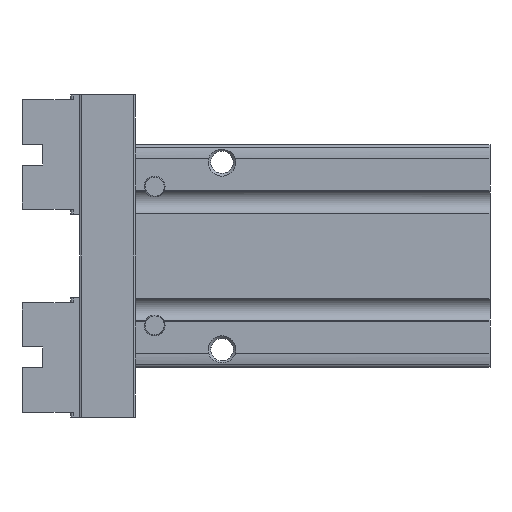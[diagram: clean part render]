
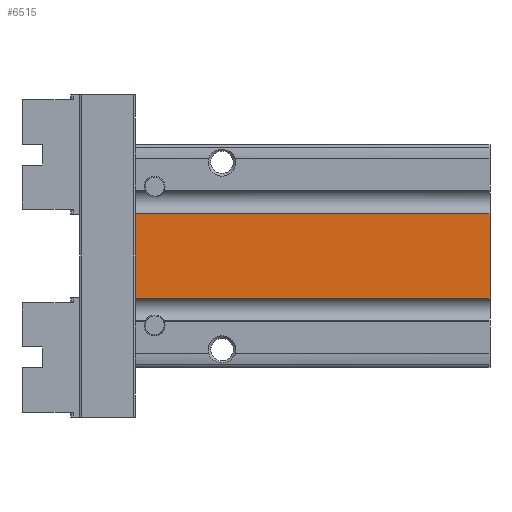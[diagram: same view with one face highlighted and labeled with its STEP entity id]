
A CAD part, left-side view. The second image highlights one B-rep face of the part: STEP entity #6515.
In plain terms, the highlighted face is planar.
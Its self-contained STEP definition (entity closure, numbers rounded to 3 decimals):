
#426=LINE('',#10303,#1000);
#432=LINE('',#10325,#1006);
#434=LINE('',#10331,#1008);
#435=LINE('',#10332,#1009);
#1000=VECTOR('',#8045,1000.);
#1006=VECTOR('',#8065,1000.);
#1008=VECTOR('',#8071,1000.);
#1009=VECTOR('',#8072,1000.);
#1799=ORIENTED_EDGE('',*,*,#3618,.T.);
#1800=ORIENTED_EDGE('',*,*,#3604,.T.);
#1801=ORIENTED_EDGE('',*,*,#3619,.F.);
#1802=ORIENTED_EDGE('',*,*,#3615,.F.);
#3604=EDGE_CURVE('',#4502,#4501,#426,.T.);
#3615=EDGE_CURVE('',#4510,#4511,#432,.T.);
#3618=EDGE_CURVE('',#4510,#4502,#434,.T.);
#3619=EDGE_CURVE('',#4511,#4501,#435,.T.);
#4501=VERTEX_POINT('',#10302);
#4502=VERTEX_POINT('',#10304);
#4510=VERTEX_POINT('',#10324);
#4511=VERTEX_POINT('',#10326);
#5328=EDGE_LOOP('',(#1799,#1800,#1801,#1802));
#5820=FACE_BOUND('',#5328,.T.);
#6265=PLANE('',#7046);
#6515=ADVANCED_FACE('',(#5820),#6265,.F.);
#7046=AXIS2_PLACEMENT_3D('',#10330,#8069,#8070);
#8045=DIRECTION('',(1.,0.,0.));
#8065=DIRECTION('',(1.,0.,0.));
#8069=DIRECTION('',(0.,0.,-1.));
#8070=DIRECTION('',(-1.,0.,0.));
#8071=DIRECTION('',(0.,-1.,0.));
#8072=DIRECTION('',(0.,-1.,0.));
#10302=CARTESIAN_POINT('',(6.1,0.,10.));
#10303=CARTESIAN_POINT('',(-14.,0.,10.));
#10304=CARTESIAN_POINT('',(-6.1,0.,10.));
#10324=CARTESIAN_POINT('',(-6.1,51.1,10.));
#10325=CARTESIAN_POINT('',(-14.,51.1,10.));
#10326=CARTESIAN_POINT('',(6.1,51.1,10.));
#10330=CARTESIAN_POINT('',(-14.,51.1,10.));
#10331=CARTESIAN_POINT('',(-6.1,51.1,10.));
#10332=CARTESIAN_POINT('',(6.1,51.1,10.));
